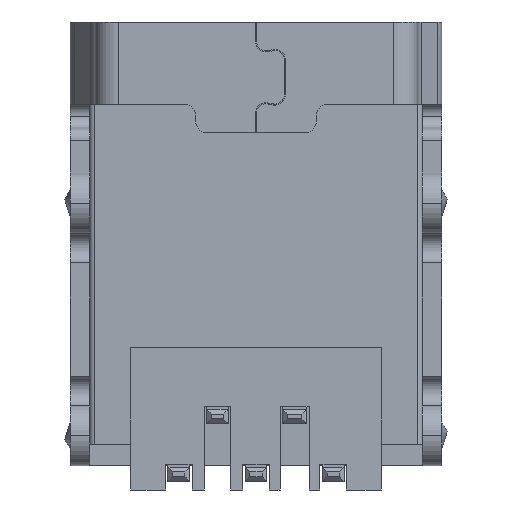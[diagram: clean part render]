
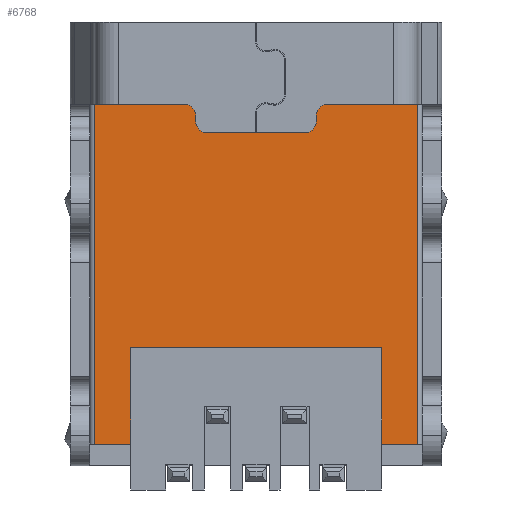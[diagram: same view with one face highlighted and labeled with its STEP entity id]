
A CAD part, front view. The second image highlights one B-rep face of the part: STEP entity #6768.
In plain terms, the highlighted planar face has unit normal (0, -1, 0).
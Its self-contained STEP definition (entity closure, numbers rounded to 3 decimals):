
#5681 = VERTEX_POINT('',#5682);
#5682 = CARTESIAN_POINT('',(1.5,-0.,-1.7));
#5688 = EDGE_CURVE('',#5689,#5681,#5691,.T.);
#5689 = VERTEX_POINT('',#5690);
#5690 = CARTESIAN_POINT('',(3.35,-0.,-1.7));
#5691 = LINE('',#5692,#5693);
#5692 = CARTESIAN_POINT('',(3.45,0.,-1.7));
#5693 = VECTOR('',#5694,1.);
#5694 = DIRECTION('',(-1.,0.,0.));
#5714 = VERTEX_POINT('',#5715);
#5715 = CARTESIAN_POINT('',(-1.5,-0.,-1.7));
#5738 = VERTEX_POINT('',#5739);
#5739 = CARTESIAN_POINT('',(-3.35,-0.,-1.7));
#5746 = EDGE_CURVE('',#5714,#5738,#5747,.T.);
#5747 = LINE('',#5748,#5749);
#5748 = CARTESIAN_POINT('',(-1.5,0.,-1.7));
#5749 = VECTOR('',#5750,1.);
#5750 = DIRECTION('',(-1.,0.,0.));
#6567 = VERTEX_POINT('',#6568);
#6568 = CARTESIAN_POINT('',(-1.25,-0.,-1.95));
#6574 = EDGE_CURVE('',#6575,#6567,#6577,.T.);
#6575 = VERTEX_POINT('',#6576);
#6576 = CARTESIAN_POINT('',(-1.25,-0.,-2.05));
#6577 = LINE('',#6578,#6579);
#6578 = CARTESIAN_POINT('',(-1.25,0.,-2.05));
#6579 = VECTOR('',#6580,1.);
#6580 = DIRECTION('',(0.,0.,1.));
#6599 = VERTEX_POINT('',#6600);
#6600 = CARTESIAN_POINT('',(-1.,-0.,-2.3));
#6606 = EDGE_CURVE('',#6599,#6575,#6607,.T.);
#6607 = CIRCLE('',#6608,0.25);
#6608 = AXIS2_PLACEMENT_3D('',#6609,#6610,#6611);
#6609 = CARTESIAN_POINT('',(-1.,0.,-2.05));
#6610 = DIRECTION('',(0.,1.,0.));
#6611 = DIRECTION('',(0.,0.,-1.));
#6638 = EDGE_CURVE('',#6639,#6599,#6641,.T.);
#6639 = VERTEX_POINT('',#6640);
#6640 = CARTESIAN_POINT('',(1.,-0.,-2.3));
#6641 = LINE('',#6642,#6643);
#6642 = CARTESIAN_POINT('',(-1.,0.,-2.3));
#6643 = VECTOR('',#6644,1.);
#6644 = DIRECTION('',(-1.,-0.,0.));
#6663 = VERTEX_POINT('',#6664);
#6664 = CARTESIAN_POINT('',(1.25,-0.,-2.05));
#6670 = EDGE_CURVE('',#6663,#6639,#6671,.T.);
#6671 = CIRCLE('',#6672,0.25);
#6672 = AXIS2_PLACEMENT_3D('',#6673,#6674,#6675);
#6673 = CARTESIAN_POINT('',(1.,0.,-2.05));
#6674 = DIRECTION('',(0.,1.,0.));
#6675 = DIRECTION('',(0.,0.,-1.));
#6702 = EDGE_CURVE('',#6703,#6663,#6705,.T.);
#6703 = VERTEX_POINT('',#6704);
#6704 = CARTESIAN_POINT('',(1.25,-0.,-1.95));
#6705 = LINE('',#6706,#6707);
#6706 = CARTESIAN_POINT('',(1.25,0.,-2.05));
#6707 = VECTOR('',#6708,1.);
#6708 = DIRECTION('',(-0.,-0.,-1.));
#6732 = EDGE_CURVE('',#5681,#6703,#6733,.T.);
#6733 = CIRCLE('',#6734,0.25);
#6734 = AXIS2_PLACEMENT_3D('',#6735,#6736,#6737);
#6735 = CARTESIAN_POINT('',(1.5,0.,-1.95));
#6736 = DIRECTION('',(0.,-1.,0.));
#6737 = DIRECTION('',(0.,0.,-1.));
#6756 = EDGE_CURVE('',#6567,#5714,#6757,.T.);
#6757 = CIRCLE('',#6758,0.25);
#6758 = AXIS2_PLACEMENT_3D('',#6759,#6760,#6761);
#6759 = CARTESIAN_POINT('',(-1.5,0.,-1.95));
#6760 = DIRECTION('',(0.,-1.,0.));
#6761 = DIRECTION('',(0.,0.,-1.));
#6768 = ADVANCED_FACE('',(#6769),#6834,.T.);
#6769 = FACE_BOUND('',#6770,.T.);
#6770 = EDGE_LOOP('',(#6771,#6781,#6789,#6797,#6805,#6813,#6819,#6820,
    #6821,#6822,#6823,#6824,#6825,#6826,#6827,#6828));
#6771 = ORIENTED_EDGE('',*,*,#6772,.F.);
#6772 = EDGE_CURVE('',#6773,#6775,#6777,.T.);
#6773 = VERTEX_POINT('',#6774);
#6774 = CARTESIAN_POINT('',(-2.6,0.,-8.75));
#6775 = VERTEX_POINT('',#6776);
#6776 = CARTESIAN_POINT('',(-3.35,0.,-8.75));
#6777 = LINE('',#6778,#6779);
#6778 = CARTESIAN_POINT('',(-3.45,0.,-8.75));
#6779 = VECTOR('',#6780,1.);
#6780 = DIRECTION('',(-1.,0.,-0.));
#6781 = ORIENTED_EDGE('',*,*,#6782,.F.);
#6782 = EDGE_CURVE('',#6783,#6773,#6785,.T.);
#6783 = VERTEX_POINT('',#6784);
#6784 = CARTESIAN_POINT('',(-2.6,0.,-6.747));
#6785 = LINE('',#6786,#6787);
#6786 = CARTESIAN_POINT('',(-2.6,0.,-8.75));
#6787 = VECTOR('',#6788,1.);
#6788 = DIRECTION('',(-0.,0.,-1.));
#6789 = ORIENTED_EDGE('',*,*,#6790,.F.);
#6790 = EDGE_CURVE('',#6791,#6783,#6793,.T.);
#6791 = VERTEX_POINT('',#6792);
#6792 = CARTESIAN_POINT('',(2.609,0.,-6.747));
#6793 = LINE('',#6794,#6795);
#6794 = CARTESIAN_POINT('',(2.609,0.,-6.747));
#6795 = VECTOR('',#6796,1.);
#6796 = DIRECTION('',(-1.,0.,0.));
#6797 = ORIENTED_EDGE('',*,*,#6798,.F.);
#6798 = EDGE_CURVE('',#6799,#6791,#6801,.T.);
#6799 = VERTEX_POINT('',#6800);
#6800 = CARTESIAN_POINT('',(2.609,0.,-8.75));
#6801 = LINE('',#6802,#6803);
#6802 = CARTESIAN_POINT('',(2.609,0.,-8.75));
#6803 = VECTOR('',#6804,1.);
#6804 = DIRECTION('',(0.,0.,1.));
#6805 = ORIENTED_EDGE('',*,*,#6806,.F.);
#6806 = EDGE_CURVE('',#6807,#6799,#6809,.T.);
#6807 = VERTEX_POINT('',#6808);
#6808 = CARTESIAN_POINT('',(3.35,0.,-8.75));
#6809 = LINE('',#6810,#6811);
#6810 = CARTESIAN_POINT('',(3.45,0.,-8.75));
#6811 = VECTOR('',#6812,1.);
#6812 = DIRECTION('',(-1.,0.,0.));
#6813 = ORIENTED_EDGE('',*,*,#6814,.T.);
#6814 = EDGE_CURVE('',#6807,#5689,#6815,.T.);
#6815 = LINE('',#6816,#6817);
#6816 = CARTESIAN_POINT('',(3.35,0.,-1.7));
#6817 = VECTOR('',#6818,1.);
#6818 = DIRECTION('',(0.,0.,1.));
#6819 = ORIENTED_EDGE('',*,*,#5688,.T.);
#6820 = ORIENTED_EDGE('',*,*,#6732,.T.);
#6821 = ORIENTED_EDGE('',*,*,#6702,.T.);
#6822 = ORIENTED_EDGE('',*,*,#6670,.T.);
#6823 = ORIENTED_EDGE('',*,*,#6638,.T.);
#6824 = ORIENTED_EDGE('',*,*,#6606,.T.);
#6825 = ORIENTED_EDGE('',*,*,#6574,.T.);
#6826 = ORIENTED_EDGE('',*,*,#6756,.T.);
#6827 = ORIENTED_EDGE('',*,*,#5746,.T.);
#6828 = ORIENTED_EDGE('',*,*,#6829,.T.);
#6829 = EDGE_CURVE('',#5738,#6775,#6830,.T.);
#6830 = LINE('',#6831,#6832);
#6831 = CARTESIAN_POINT('',(-3.35,0.,-9.2));
#6832 = VECTOR('',#6833,1.);
#6833 = DIRECTION('',(-0.,0.,-1.));
#6834 = PLANE('',#6835);
#6835 = AXIS2_PLACEMENT_3D('',#6836,#6837,#6838);
#6836 = CARTESIAN_POINT('',(1.5,0.,-1.95));
#6837 = DIRECTION('',(0.,-1.,0.));
#6838 = DIRECTION('',(0.,0.,-1.));
